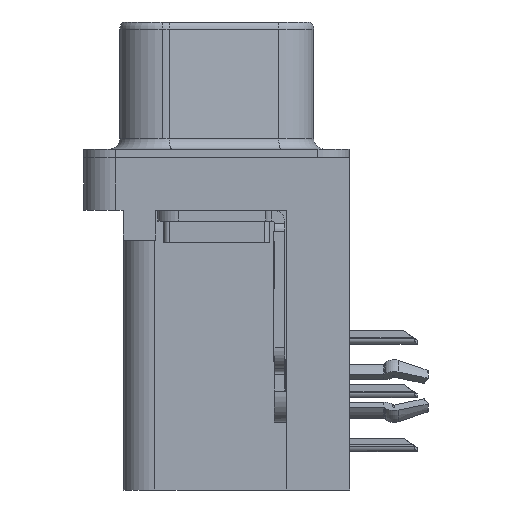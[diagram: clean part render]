
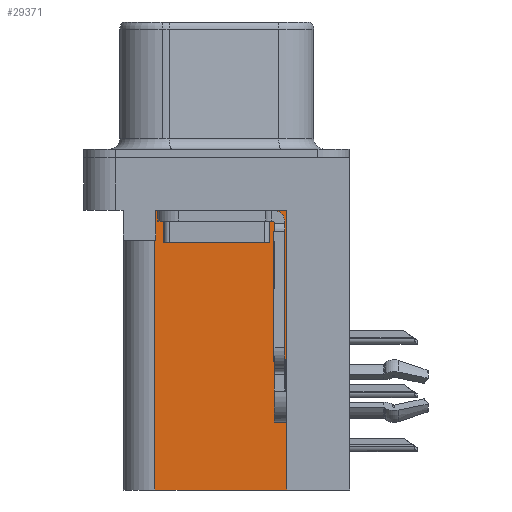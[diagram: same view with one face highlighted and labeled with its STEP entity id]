
A CAD part, left-side view. The second image highlights one B-rep face of the part: STEP entity #29371.
In plain terms, the highlighted planar face has unit normal (-1, 0, 0).
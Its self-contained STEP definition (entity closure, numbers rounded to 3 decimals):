
#939 = CARTESIAN_POINT ( 'NONE',  ( 3.79, 2.895, -3.9 ) ) ;
#951 = ORIENTED_EDGE ( 'NONE', *, *, #24246, .T. ) ;
#1842 = CARTESIAN_POINT ( 'NONE',  ( 3.79, -3.295, -2.5 ) ) ;
#2098 = LINE ( 'NONE', #21806, #17710 ) ;
#2676 = ORIENTED_EDGE ( 'NONE', *, *, #27462, .T. ) ;
#4166 = EDGE_CURVE ( 'NONE', #30144, #26632, #12924, .T. ) ;
#4209 = DIRECTION ( 'NONE',  ( 0., 0., 1. ) ) ;
#5632 = EDGE_CURVE ( 'NONE', #26632, #5819, #28880, .T. ) ;
#5819 = VERTEX_POINT ( 'NONE', #939 ) ;
#8151 = ORIENTED_EDGE ( 'NONE', *, *, #14827, .F. ) ;
#8809 = VERTEX_POINT ( 'NONE', #30050 ) ;
#9686 = PLANE ( 'NONE',  #17971 ) ;
#10427 = VERTEX_POINT ( 'NONE', #19682 ) ;
#12148 = EDGE_CURVE ( 'NONE', #24064, #10427, #27991, .T. ) ;
#12435 = DIRECTION ( 'NONE',  ( 0., 1., 0. ) ) ;
#12643 = DIRECTION ( 'NONE',  ( 0., 0., -1. ) ) ;
#12924 = LINE ( 'NONE', #1842, #28081 ) ;
#12949 = ORIENTED_EDGE ( 'NONE', *, *, #4166, .T. ) ;
#13250 = LINE ( 'NONE', #21547, #35931 ) ;
#14827 = EDGE_CURVE ( 'NONE', #10427, #8809, #13250, .T. ) ;
#17373 = CARTESIAN_POINT ( 'NONE',  ( 3.79, -3.295, -15.7 ) ) ;
#17710 = VECTOR ( 'NONE', #24674, 1000. ) ;
#17971 = AXIS2_PLACEMENT_3D ( 'NONE', #24049, #29711, #12643 ) ;
#19682 = CARTESIAN_POINT ( 'NONE',  ( 3.79, 2.925, -15.7 ) ) ;
#20179 = FACE_OUTER_BOUND ( 'NONE', #21320, .T. ) ;
#21320 = EDGE_LOOP ( 'NONE', ( #12949, #26739, #951, #8151, #23887, #2676 ) ) ;
#21336 = VECTOR ( 'NONE', #28590, 1000. ) ;
#21547 = CARTESIAN_POINT ( 'NONE',  ( 3.79, 2.925, -15.7 ) ) ;
#21806 = CARTESIAN_POINT ( 'NONE',  ( 3.79, 0., -3.9 ) ) ;
#23439 = VECTOR ( 'NONE', #34437, 1000. ) ;
#23887 = ORIENTED_EDGE ( 'NONE', *, *, #12148, .F. ) ;
#24049 = CARTESIAN_POINT ( 'NONE',  ( 3.79, -3.295, -15.7 ) ) ;
#24064 = VERTEX_POINT ( 'NONE', #28993 ) ;
#24246 = EDGE_CURVE ( 'NONE', #5819, #8809, #2098, .T. ) ;
#24674 = DIRECTION ( 'NONE',  ( 0., 1., 0. ) ) ;
#26632 = VERTEX_POINT ( 'NONE', #29696 ) ;
#26739 = ORIENTED_EDGE ( 'NONE', *, *, #5632, .T. ) ;
#26799 = CARTESIAN_POINT ( 'NONE',  ( 3.79, -3.295, -15.7 ) ) ;
#27462 = EDGE_CURVE ( 'NONE', #24064, #30144, #30919, .T. ) ;
#27991 = LINE ( 'NONE', #26799, #34618 ) ;
#28081 = VECTOR ( 'NONE', #30639, 1000. ) ;
#28590 = DIRECTION ( 'NONE',  ( 0., 0., -1. ) ) ;
#28880 = LINE ( 'NONE', #34236, #21336 ) ;
#28993 = CARTESIAN_POINT ( 'NONE',  ( 3.79, -3.295, -15.7 ) ) ;
#29371 = ADVANCED_FACE ( 'NONE', ( #20179 ), #9686, .F. ) ;
#29696 = CARTESIAN_POINT ( 'NONE',  ( 3.79, 2.895, -2.5 ) ) ;
#29711 = DIRECTION ( 'NONE',  ( 1., 0., 0. ) ) ;
#30050 = CARTESIAN_POINT ( 'NONE',  ( 3.79, 2.925, -3.9 ) ) ;
#30144 = VERTEX_POINT ( 'NONE', #32960 ) ;
#30639 = DIRECTION ( 'NONE',  ( 0., 1., 0. ) ) ;
#30919 = LINE ( 'NONE', #17373, #23439 ) ;
#32960 = CARTESIAN_POINT ( 'NONE',  ( 3.79, -3.295, -2.5 ) ) ;
#34236 = CARTESIAN_POINT ( 'NONE',  ( 3.79, 2.895, -3.9 ) ) ;
#34437 = DIRECTION ( 'NONE',  ( 0., 0., 1. ) ) ;
#34618 = VECTOR ( 'NONE', #12435, 1000. ) ;
#35931 = VECTOR ( 'NONE', #4209, 1000. ) ;
